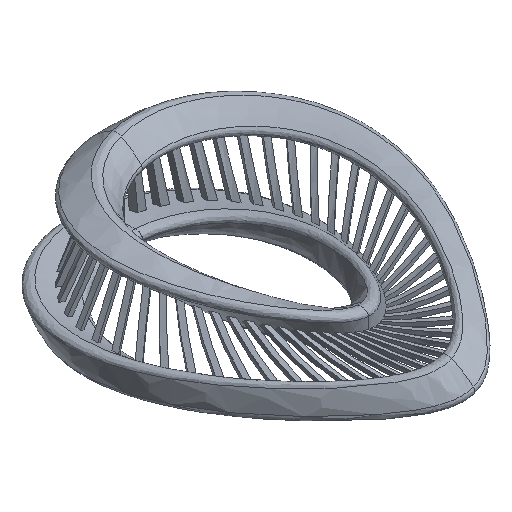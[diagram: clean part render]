
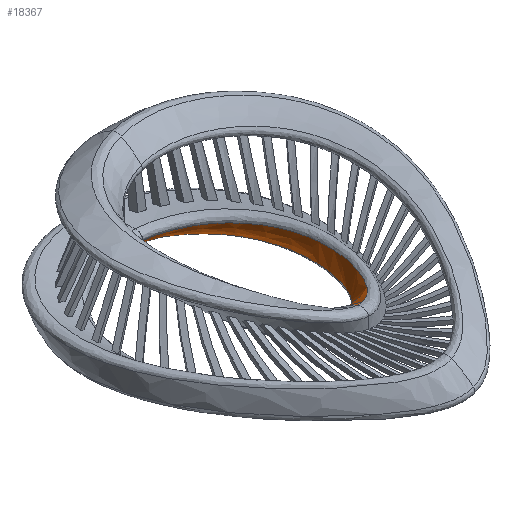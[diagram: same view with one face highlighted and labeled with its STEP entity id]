
A CAD part, isometric view. The second image highlights one B-rep face of the part: STEP entity #18367.
In plain terms, the highlighted free-form (B-spline) face has degree [3, 3] with [4, 12] control points.
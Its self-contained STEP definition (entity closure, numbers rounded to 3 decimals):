
#16480 = VERTEX_POINT('',#16481);
#16481 = CARTESIAN_POINT('',(41.996,78.13,
    1.887));
#16613 = VERTEX_POINT('',#16614);
#16614 = CARTESIAN_POINT('',(42.124,66.584,
    9.442));
#16837 = EDGE_CURVE('',#16480,#16613,#16838,.T.);
#16838 = ( BOUNDED_CURVE() B_SPLINE_CURVE(2,(#16839,#16840,#16841),
.UNSPECIFIED.,.F.,.F.) B_SPLINE_CURVE_WITH_KNOTS((3,3),(3.798,
4.137),.PIECEWISE_BEZIER_KNOTS.) CURVE() 
GEOMETRIC_REPRESENTATION_ITEM() RATIONAL_B_SPLINE_CURVE((1.,
0.986,1.)) REPRESENTATION_ITEM('') );
#16839 = CARTESIAN_POINT('',(41.996,78.13,
    1.887));
#16840 = CARTESIAN_POINT('',(42.05,73.27,
    6.366));
#16841 = CARTESIAN_POINT('',(42.124,66.584,
    9.442));
#17595 = EDGE_CURVE('',#16480,#17596,#17598,.T.);
#17596 = VERTEX_POINT('',#17597);
#17597 = CARTESIAN_POINT('',(40.705,193.92,
    -26.272));
#17598 = B_SPLINE_CURVE_WITH_KNOTS('',3,(#17599,#17600,#17601,#17602,
    #17603,#17604,#17605,#17606,#17607,#17608),.UNSPECIFIED.,.F.,.F.,(4,
    1,1,1,1,1,1,4),(-0.13,1.578,3.286,
    4.994,6.702,8.41,10.118,
    11.759),.UNSPECIFIED.);
#17599 = CARTESIAN_POINT('',(41.996,78.13,
    1.887));
#17600 = CARTESIAN_POINT('',(46.492,78.43,
    -0.579));
#17601 = CARTESIAN_POINT('',(55.313,82.067,
    -5.562));
#17602 = CARTESIAN_POINT('',(67.88,95.815,
    -12.251));
#17603 = CARTESIAN_POINT('',(78.042,116.419,
    -17.62));
#17604 = CARTESIAN_POINT('',(82.34,140.985,
    -21.566));
#17605 = CARTESIAN_POINT('',(77.541,165.384,
    -24.217));
#17606 = CARTESIAN_POINT('',(62.92,184.772,
    -25.747));
#17607 = CARTESIAN_POINT('',(48.34,192.022,
    -26.177));
#17608 = CARTESIAN_POINT('',(40.704,193.92,
    -26.272));
#18191 = EDGE_CURVE('',#18192,#16613,#18194,.T.);
#18192 = VERTEX_POINT('',#18193);
#18193 = CARTESIAN_POINT('',(40.826,183.058,
    -17.976));
#18194 = B_SPLINE_CURVE_WITH_KNOTS('',3,(#18195,#18196,#18197,#18198,
    #18199,#18200,#18201,#18202,#18203,#18204,#18205,#18206,#18207,
    #18208,#18209,#18210,#18211,#18212,#18213,#18214,#18215,#18216),
  .UNSPECIFIED.,.F.,.F.,(4,3,3,3,3,3,3,4),(-11.699,
    -10.03,-8.352,-6.675,-4.997,
    -3.32,-1.642,0.012),.UNSPECIFIED.);
#18195 = CARTESIAN_POINT('',(40.826,183.058,
    -17.976));
#18196 = CARTESIAN_POINT('',(48.222,181.55,
    -17.383));
#18197 = CARTESIAN_POINT('',(55.183,178.238,
    -16.666));
#18198 = CARTESIAN_POINT('',(60.948,173.495,
    -15.814));
#18199 = CARTESIAN_POINT('',(66.742,168.727,
    -14.958));
#18200 = CARTESIAN_POINT('',(71.329,162.514,
    -13.967));
#18201 = CARTESIAN_POINT('',(74.361,155.524,
    -12.842));
#18202 = CARTESIAN_POINT('',(77.393,148.534,
    -11.717));
#18203 = CARTESIAN_POINT('',(78.871,140.767,
    -10.457));
#18204 = CARTESIAN_POINT('',(78.971,132.915,
    -9.083));
#18205 = CARTESIAN_POINT('',(79.071,125.064,
    -7.709));
#18206 = CARTESIAN_POINT('',(77.793,117.127,
    -6.221));
#18207 = CARTESIAN_POINT('',(75.598,109.666,
    -4.661));
#18208 = CARTESIAN_POINT('',(73.402,102.205,
    -3.102));
#18209 = CARTESIAN_POINT('',(70.29,95.22,
    -1.472));
#18210 = CARTESIAN_POINT('',(66.725,89.147,
    0.163));
#18211 = CARTESIAN_POINT('',(63.161,83.073,
    1.799));
#18212 = CARTESIAN_POINT('',(59.146,77.912,
    3.44));
#18213 = CARTESIAN_POINT('',(54.957,74.039,
    5.016));
#18214 = CARTESIAN_POINT('',(50.826,70.22,
    6.571));
#18215 = CARTESIAN_POINT('',(46.526,67.655,
    8.063));
#18216 = CARTESIAN_POINT('',(42.124,66.584,
    9.442));
#18367 = ADVANCED_FACE('',(#18368),#18379,.T.);
#18368 = FACE_BOUND('',#18369,.T.);
#18369 = EDGE_LOOP('',(#18370,#18371,#18372,#18373));
#18370 = ORIENTED_EDGE('',*,*,#17595,.F.);
#18371 = ORIENTED_EDGE('',*,*,#16837,.T.);
#18372 = ORIENTED_EDGE('',*,*,#18191,.F.);
#18373 = ORIENTED_EDGE('',*,*,#18374,.T.);
#18374 = EDGE_CURVE('',#18192,#17596,#18375,.T.);
#18375 = ( BOUNDED_CURVE() B_SPLINE_CURVE(2,(#18376,#18377,#18378),
.UNSPECIFIED.,.F.,.F.) B_SPLINE_CURVE_WITH_KNOTS((3,3),(0.576,
0.921),.PIECEWISE_BEZIER_KNOTS.) CURVE() 
GEOMETRIC_REPRESENTATION_ITEM() RATIONAL_B_SPLINE_CURVE((1.,
0.985,1.)) REPRESENTATION_ITEM('') );
#18376 = CARTESIAN_POINT('',(40.826,183.058,
    -17.976));
#18377 = CARTESIAN_POINT('',(40.776,187.471,
    -22.795));
#18378 = CARTESIAN_POINT('',(40.705,193.92,
    -26.272));
#18379 = B_SPLINE_SURFACE_WITH_KNOTS('',3,3,(
    (#18380,#18381,#18382,#18383,#18384,#18385,#18386,#18387,#18388
      ,#18389,#18390,#18391)
    ,(#18392,#18393,#18394,#18395,#18396,#18397,#18398,#18399,#18400
      ,#18401,#18402,#18403)
    ,(#18404,#18405,#18406,#18407,#18408,#18409,#18410,#18411,#18412
      ,#18413,#18414,#18415)
    ,(#18416,#18417,#18418,#18419,#18420,#18421,#18422,#18423,#18424
      ,#18425,#18426,#18427
    )),.UNSPECIFIED.,.F.,.F.,.F.,(4,4),(4,1,1,1,1,1,1,1,1,4),(
    0.064,0.41),(0.,0.449,0.898,
    1.346,1.795,2.244,2.468,
    2.693,2.917,3.142),.UNSPECIFIED.);
#18380 = CARTESIAN_POINT('',(41.994,78.298,
    1.731));
#18381 = CARTESIAN_POINT('',(45.547,78.521,
    -0.234));
#18382 = CARTESIAN_POINT('',(52.559,80.838,
    -4.194));
#18383 = CARTESIAN_POINT('',(63.107,90.,
    -9.923));
#18384 = CARTESIAN_POINT('',(73.235,105.378,
    -15.154));
#18385 = CARTESIAN_POINT('',(80.906,127.057,
    -19.625));
#18386 = CARTESIAN_POINT('',(81.487,149.02,
    -22.531));
#18387 = CARTESIAN_POINT('',(75.668,166.53,
    -24.277));
#18388 = CARTESIAN_POINT('',(67.71,178.575,
    -25.281));
#18389 = CARTESIAN_POINT('',(56.029,188.393,
    -25.968));
#18390 = CARTESIAN_POINT('',(46.058,192.594,
    -26.208));
#18391 = CARTESIAN_POINT('',(40.705,193.92,
    -26.272));
#18392 = CARTESIAN_POINT('',(42.03,75.056,
    4.755));
#18393 = CARTESIAN_POINT('',(45.803,75.6,
    2.962));
#18394 = CARTESIAN_POINT('',(53.123,78.809,
    -0.704));
#18395 = CARTESIAN_POINT('',(63.659,89.385,
    -6.169));
#18396 = CARTESIAN_POINT('',(73.233,105.584,
    -11.324));
#18397 = CARTESIAN_POINT('',(79.9,127.084,
    -15.911));
#18398 = CARTESIAN_POINT('',(79.708,148.036,
    -19.069));
#18399 = CARTESIAN_POINT('',(73.761,164.421,
    -21.101));
#18400 = CARTESIAN_POINT('',(66.052,175.582,
    -22.361));
#18401 = CARTESIAN_POINT('',(55.019,184.608,
    -23.339));
#18402 = CARTESIAN_POINT('',(45.726,188.447,
    -23.795));
#18403 = CARTESIAN_POINT('',(40.752,189.656,
    -23.973));
#18404 = CARTESIAN_POINT('',(42.074,71.072,
    7.378));
#18405 = CARTESIAN_POINT('',(46.103,71.895,
    5.796));
#18406 = CARTESIAN_POINT('',(53.844,75.967,
    2.509));
#18407 = CARTESIAN_POINT('',(64.607,88.13,
    -2.549));
#18408 = CARTESIAN_POINT('',(73.837,105.493,
    -7.479));
#18409 = CARTESIAN_POINT('',(79.608,127.219,
    -12.034));
#18410 = CARTESIAN_POINT('',(78.599,147.445,
    -15.326));
#18411 = CARTESIAN_POINT('',(72.386,162.861,
    -17.56));
#18412 = CARTESIAN_POINT('',(64.775,173.208,
    -19.015));
#18413 = CARTESIAN_POINT('',(54.2,181.453,
    -20.23));
#18414 = CARTESIAN_POINT('',(45.45,184.894,
    -20.871));
#18415 = CARTESIAN_POINT('',(40.793,185.958,
    -21.147));
#18416 = CARTESIAN_POINT('',(42.124,66.577,
    9.446));
#18417 = CARTESIAN_POINT('',(46.41,67.622,
    8.102));
#18418 = CARTESIAN_POINT('',(54.618,72.476,
    5.256));
#18419 = CARTESIAN_POINT('',(65.844,86.293,
    0.724));
#18420 = CARTESIAN_POINT('',(75.01,105.096,
    -3.845));
#18421 = CARTESIAN_POINT('',(80.052,127.461,
    -8.22));
#18422 = CARTESIAN_POINT('',(78.196,147.308,
    -11.523));
#18423 = CARTESIAN_POINT('',(71.576,161.966,
    -13.861));
#18424 = CARTESIAN_POINT('',(63.905,171.606,
    -15.439));
#18425 = CARTESIAN_POINT('',(53.589,179.117,
    -16.824));
#18426 = CARTESIAN_POINT('',(45.237,182.145,
    -17.606));
#18427 = CARTESIAN_POINT('',(40.826,183.043,
    -17.959));
